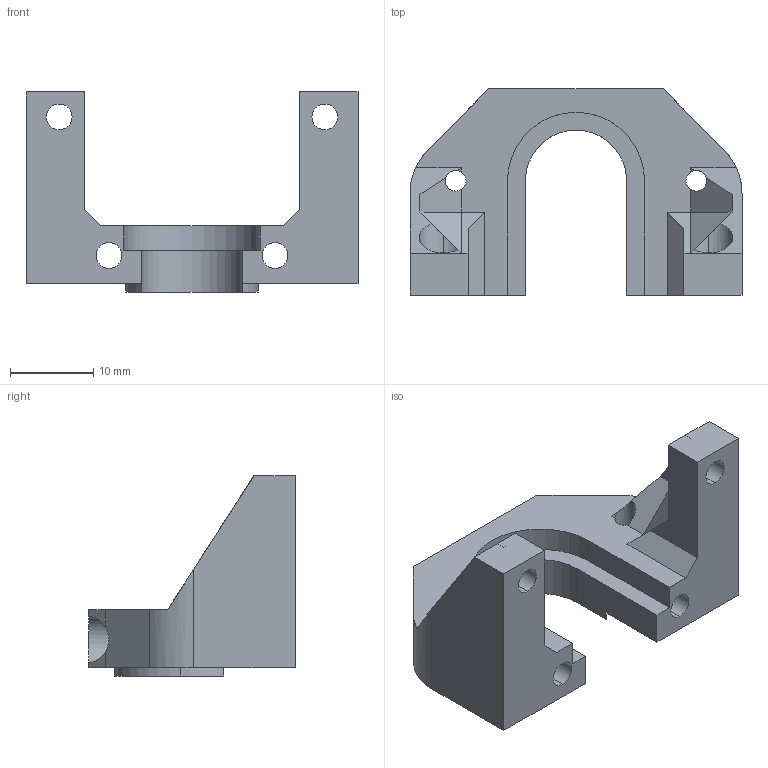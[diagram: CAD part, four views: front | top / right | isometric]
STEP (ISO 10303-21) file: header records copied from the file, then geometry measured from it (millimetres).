
FILE_DESCRIPTION (( 'STEP AP203' ), '1' );
FILE_NAME ('Conn002b.STEP', '2021-12-25T14:18:58', ( '' ), ( '' ), 'SwSTEP 2.0', 'SolidWorks 2017', '' );
FILE_SCHEMA (( 'CONFIG_CONTROL_DESIGN' ));
Length unit declared in the file: millimetre
Products named in the file (1): Conn002b
Bounding box: 40 x 24.9 x 24.1 mm (x, y, z)
Volume: 5631.6 mm3; surface area: 4125.7 mm2
Topology: 1 solids, 1 shells, 78 faces, 226 edges, 148 vertices
Faces by surface type: plane 51, cylinder 27
Entity records: 2661 total; most frequent: CARTESIAN_POINT 531, ORIENTED_EDGE 452, DIRECTION 412, EDGE_CURVE 226, VERTEX_POINT 148, LINE 146, VECTOR 146, AXIS2_PLACEMENT_3D 133
